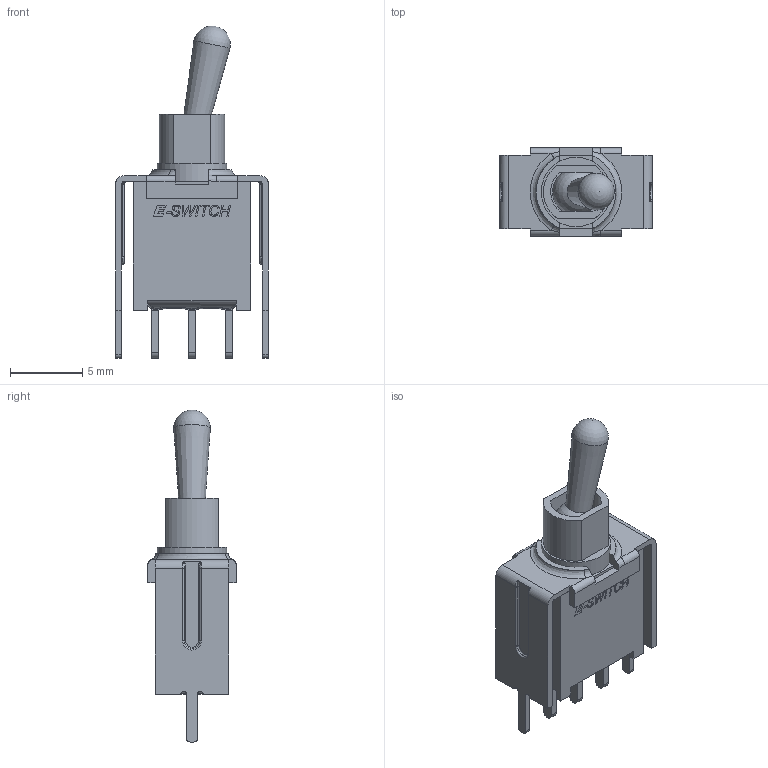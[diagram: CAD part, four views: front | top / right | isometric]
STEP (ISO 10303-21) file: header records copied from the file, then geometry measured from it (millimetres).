
FILE_DESCRIPTION((''),'2;1');
FILE_NAME('200AWMSP1T2A1VS2xE.stp','2011-12-16T08:57:07',('blarson'),(''),'Autodesk Inventor 11','Autodesk Inventor 11','');
FILE_SCHEMA(('AUTOMOTIVE_DESIGN { 1 0 10303 214 1 1 1 1 }'));
Length unit declared in the file: millimetre
Products named in the file (6): Assembly1; 200A-400A-800A SP BODY; 200A T2; 200A BUSHING A1; 200A-400A-800A SP VS2; 200A-400A-800A SPDT M2
Assembly tree (5 placements, depth 2):
  Assembly1
    200A-400A-800A SP BODY
    200A T2
    200A BUSHING A1
    200A-400A-800A SP VS2
    200A-400A-800A SPDT M2
Bounding box: 10.56 x 6.1 x 22.94 mm (x, y, z)
Volume: 501.9 mm3; surface area: 956.6 mm2
Topology: 5 solids, 5 shells, 304 faces, 824 edges, 532 vertices
Faces by surface type: plane 155, bspline 80, cylinder 54, torus 12, sphere 2, cone 1
Full cylindrical faces by diameter (mm): 4.8 x1
Entity records: 14634 total; most frequent: CARTESIAN_POINT 7343, ORIENTED_EDGE 1624, DIRECTION 1250, EDGE_CURVE 812, VERTEX_POINT 528, VECTOR 524, LINE 524, AXIS2_PLACEMENT_3D 363
